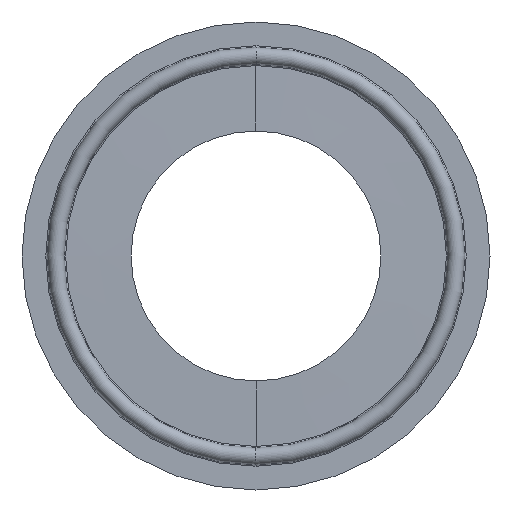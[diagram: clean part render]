
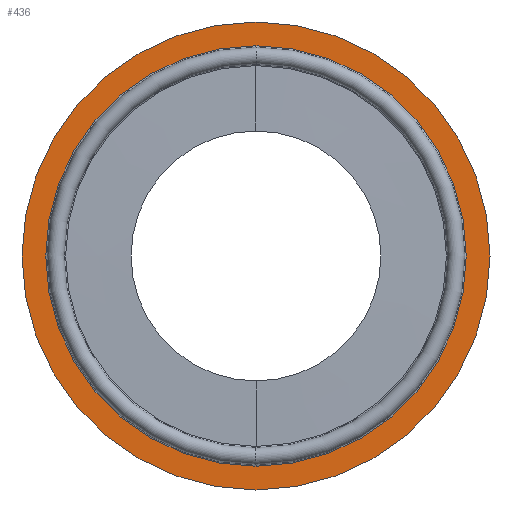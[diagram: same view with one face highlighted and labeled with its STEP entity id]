
A CAD part, left-side view. The second image highlights one B-rep face of the part: STEP entity #436.
In plain terms, the highlighted planar face has unit normal (-1, 0, 0).
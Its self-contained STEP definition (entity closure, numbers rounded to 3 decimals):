
#13 = CARTESIAN_POINT ( 'NONE',  ( -0.9, 0., 0. ) ) ;
#84 = CARTESIAN_POINT ( 'NONE',  ( -0.9, 0., -29.65 ) ) ;
#87 = CARTESIAN_POINT ( 'NONE',  ( -0.9, 0., 33. ) ) ;
#99 = VERTEX_POINT ( 'NONE', #87 ) ;
#122 = AXIS2_PLACEMENT_3D ( 'NONE', #127, #669, #750 ) ;
#127 = CARTESIAN_POINT ( 'NONE',  ( -0.9, 0., 0. ) ) ;
#128 = EDGE_LOOP ( 'NONE', ( #193, #319 ) ) ;
#145 = CIRCLE ( 'NONE', #259, 29.65 ) ;
#159 = VERTEX_POINT ( 'NONE', #84 ) ;
#170 = CARTESIAN_POINT ( 'NONE',  ( -0.9, 0., 0. ) ) ;
#182 = VERTEX_POINT ( 'NONE', #365 ) ;
#193 = ORIENTED_EDGE ( 'NONE', *, *, #197, .T. ) ;
#197 = EDGE_CURVE ( 'NONE', #159, #310, #354, .T. ) ;
#259 = AXIS2_PLACEMENT_3D ( 'NONE', #170, #871, #384 ) ;
#310 = VERTEX_POINT ( 'NONE', #438 ) ;
#317 = EDGE_CURVE ( 'NONE', #310, #159, #145, .T. ) ;
#319 = ORIENTED_EDGE ( 'NONE', *, *, #317, .T. ) ;
#329 = FACE_BOUND ( 'NONE', #128, .T. ) ;
#354 = CIRCLE ( 'NONE', #507, 29.65 ) ;
#365 = CARTESIAN_POINT ( 'NONE',  ( -0.9, 0., -33. ) ) ;
#384 = DIRECTION ( 'NONE',  ( 0., 0., -1. ) ) ;
#385 = AXIS2_PLACEMENT_3D ( 'NONE', #755, #457, #807 ) ;
#388 = PLANE ( 'NONE',  #385 ) ;
#409 = CARTESIAN_POINT ( 'NONE',  ( -0.9, 0., 0. ) ) ;
#436 = ADVANCED_FACE ( 'NONE', ( #329, #528 ), #388, .F. ) ;
#438 = CARTESIAN_POINT ( 'NONE',  ( -0.9, 0., 29.65 ) ) ;
#455 = EDGE_LOOP ( 'NONE', ( #658, #757 ) ) ;
#456 = EDGE_CURVE ( 'NONE', #99, #182, #463, .T. ) ;
#457 = DIRECTION ( 'NONE',  ( 1., 0., 0. ) ) ;
#463 = CIRCLE ( 'NONE', #122, 33. ) ;
#507 = AXIS2_PLACEMENT_3D ( 'NONE', #13, #547, #828 ) ;
#528 = FACE_OUTER_BOUND ( 'NONE', #455, .T. ) ;
#545 = EDGE_CURVE ( 'NONE', #182, #99, #823, .T. ) ;
#547 = DIRECTION ( 'NONE',  ( 1., 0., 0. ) ) ;
#555 = DIRECTION ( 'NONE',  ( 0., 0., 1. ) ) ;
#621 = DIRECTION ( 'NONE',  ( -1., 0., 0. ) ) ;
#658 = ORIENTED_EDGE ( 'NONE', *, *, #456, .T. ) ;
#669 = DIRECTION ( 'NONE',  ( -1., 0., 0. ) ) ;
#750 = DIRECTION ( 'NONE',  ( 0., 0., 1. ) ) ;
#755 = CARTESIAN_POINT ( 'NONE',  ( -0.9, 29.45, 0. ) ) ;
#757 = ORIENTED_EDGE ( 'NONE', *, *, #545, .T. ) ;
#807 = DIRECTION ( 'NONE',  ( 0., 0., -1. ) ) ;
#823 = CIRCLE ( 'NONE', #893, 33. ) ;
#828 = DIRECTION ( 'NONE',  ( 0., 0., -1. ) ) ;
#871 = DIRECTION ( 'NONE',  ( 1., 0., 0. ) ) ;
#893 = AXIS2_PLACEMENT_3D ( 'NONE', #409, #621, #555 ) ;
